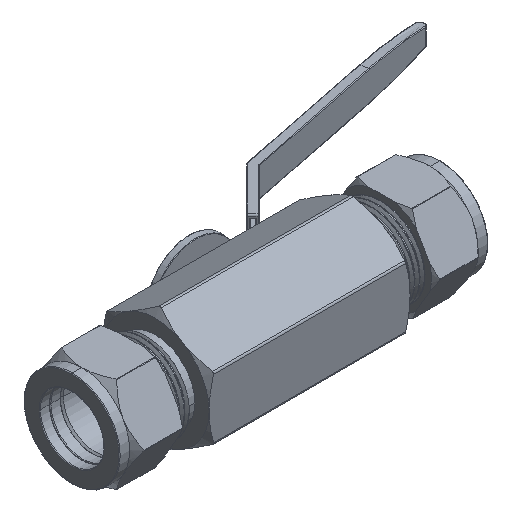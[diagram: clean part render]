
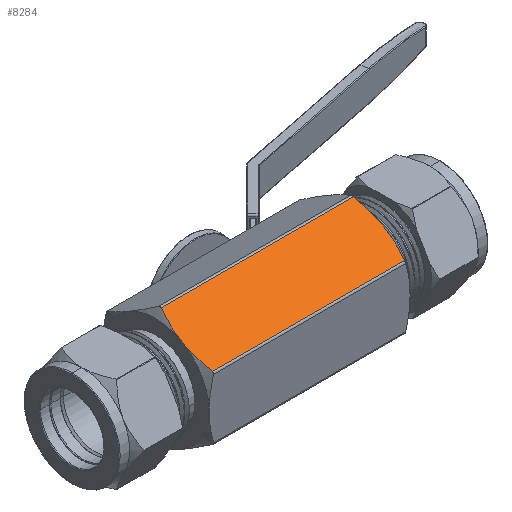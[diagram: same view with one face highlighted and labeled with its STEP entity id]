
A CAD part, isometric view. The second image highlights one B-rep face of the part: STEP entity #8284.
In plain terms, the highlighted planar face has unit normal (0, -0.5, 0.866).
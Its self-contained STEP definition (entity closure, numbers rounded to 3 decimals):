
#3790=DIRECTION('',(-1.,0.,0.));
#3791=VECTOR('',#3790,57.371);
#3792=CARTESIAN_POINT('',(28.686,-15.65,9.44));
#3793=LINE('',#3792,#3791);
#3794=CARTESIAN_POINT('',(-30.,-8.,13.856));
#3795=CARTESIAN_POINT('',(-30.,-8.501,13.567));
#3796=CARTESIAN_POINT('',(-29.964,-9.504,
12.988));
#3797=CARTESIAN_POINT('',(-29.802,-11.008,
12.12));
#3798=CARTESIAN_POINT('',(-29.537,-12.518,
11.248));
#3799=CARTESIAN_POINT('',(-29.172,-14.052,
10.363));
#3800=CARTESIAN_POINT('',(-28.859,-15.112,
9.75));
#3801=CARTESIAN_POINT('',(-28.686,-15.65,9.44));
#3803=CARTESIAN_POINT('',(-28.686,-0.35,18.273));
#3804=CARTESIAN_POINT('',(-28.902,-1.022,
17.885));
#3805=CARTESIAN_POINT('',(-29.284,-2.344,
17.122));
#3806=CARTESIAN_POINT('',(-29.691,-4.239,
16.028));
#3807=CARTESIAN_POINT('',(-29.943,-6.12,
14.942));
#3808=CARTESIAN_POINT('',(-30.,-7.374,14.218));
#3809=CARTESIAN_POINT('',(-30.,-8.,13.856));
#3811=DIRECTION('',(-1.,0.,0.));
#3812=VECTOR('',#3811,57.371);
#3813=CARTESIAN_POINT('',(28.686,-0.35,18.273));
#3814=LINE('',#3813,#3812);
#3815=CARTESIAN_POINT('',(28.686,-0.35,18.273));
#3816=CARTESIAN_POINT('',(28.902,-1.022,17.885));
#3817=CARTESIAN_POINT('',(29.284,-2.344,17.122));
#3818=CARTESIAN_POINT('',(29.691,-4.239,16.028));
#3819=CARTESIAN_POINT('',(29.943,-6.12,14.942));
#3820=CARTESIAN_POINT('',(30.,-7.374,14.218));
#3821=CARTESIAN_POINT('',(30.,-8.,13.856));
#3823=CARTESIAN_POINT('',(30.,-8.,13.856));
#3824=CARTESIAN_POINT('',(30.,-8.501,13.567));
#3825=CARTESIAN_POINT('',(29.964,-9.504,12.988));
#3826=CARTESIAN_POINT('',(29.802,-11.008,12.12));
#3827=CARTESIAN_POINT('',(29.537,-12.518,11.248));
#3828=CARTESIAN_POINT('',(29.172,-14.052,10.363));
#3829=CARTESIAN_POINT('',(28.859,-15.112,9.75));
#3830=CARTESIAN_POINT('',(28.686,-15.65,9.44));
#4382=CARTESIAN_POINT('',(28.686,-15.65,9.44));
#4383=CARTESIAN_POINT('',(-28.686,-15.65,9.44));
#4384=VERTEX_POINT('',#4382);
#4385=VERTEX_POINT('',#4383);
#4394=CARTESIAN_POINT('',(28.686,-0.35,18.273));
#4395=CARTESIAN_POINT('',(-28.686,-0.35,18.273));
#4396=VERTEX_POINT('',#4394);
#4397=VERTEX_POINT('',#4395);
#4398=CARTESIAN_POINT('',(-30.,-8.,13.856));
#4400=VERTEX_POINT('',#4398);
#4410=CARTESIAN_POINT('',(30.,-8.,13.856));
#4412=VERTEX_POINT('',#4410);
#8270=CARTESIAN_POINT('',(-30.,0.,18.475));
#8271=DIRECTION('',(0.,-0.5,0.866));
#8272=DIRECTION('',(0.,-0.866,-0.5));
#8273=AXIS2_PLACEMENT_3D('',#8270,#8271,#8272);
#8274=PLANE('',#8273);
#8276=ORIENTED_EDGE('',*,*,#8275,.T.);
#8277=ORIENTED_EDGE('',*,*,#8106,.F.);
#8278=ORIENTED_EDGE('',*,*,#8118,.F.);
#8279=ORIENTED_EDGE('',*,*,#8264,.F.);
#8280=ORIENTED_EDGE('',*,*,#8015,.T.);
#8281=ORIENTED_EDGE('',*,*,#7997,.T.);
#8282=EDGE_LOOP('',(#8276,#8277,#8278,#8279,#8280,#8281));
#8283=FACE_OUTER_BOUND('',#8282,.F.);
#3802=B_SPLINE_CURVE_WITH_KNOTS('',3,(#3794,#3795,#3796,#3797,#3798,#3799,#3800,
#3801),.UNSPECIFIED.,.F.,.F.,(4,1,1,1,1,4),(0.,0.2,0.4,0.6,0.8,1.),
.UNSPECIFIED.);
#3810=B_SPLINE_CURVE_WITH_KNOTS('',3,(#3803,#3804,#3805,#3806,#3807,#3808,
#3809),.UNSPECIFIED.,.F.,.F.,(4,1,1,1,4),(0.,0.25,0.5,0.75,1.),
.UNSPECIFIED.);
#3822=B_SPLINE_CURVE_WITH_KNOTS('',3,(#3815,#3816,#3817,#3818,#3819,#3820,
#3821),.UNSPECIFIED.,.F.,.F.,(4,1,1,1,4),(0.,0.25,0.5,0.75,1.),
.UNSPECIFIED.);
#3831=B_SPLINE_CURVE_WITH_KNOTS('',3,(#3823,#3824,#3825,#3826,#3827,#3828,#3829,
#3830),.UNSPECIFIED.,.F.,.F.,(4,1,1,1,1,4),(0.,0.2,0.4,0.6,0.8,1.),
.UNSPECIFIED.);
#7997=EDGE_CURVE('',#4412,#4384,#3831,.T.);
#8015=EDGE_CURVE('',#4396,#4412,#3822,.T.);
#8106=EDGE_CURVE('',#4400,#4385,#3802,.T.);
#8118=EDGE_CURVE('',#4397,#4400,#3810,.T.);
#8264=EDGE_CURVE('',#4396,#4397,#3814,.T.);
#8275=EDGE_CURVE('',#4384,#4385,#3793,.T.);
#8284=ADVANCED_FACE('',(#8283),#8274,.T.);
